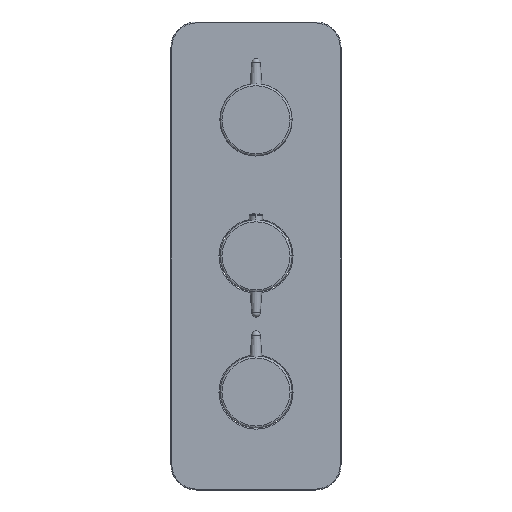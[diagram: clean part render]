
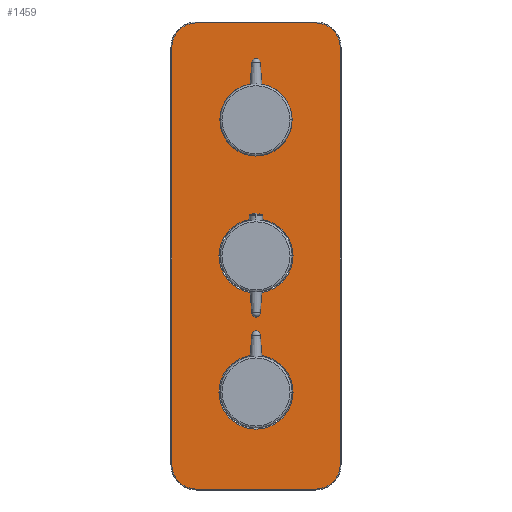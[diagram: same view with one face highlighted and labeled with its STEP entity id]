
A CAD part, top view. The second image highlights one B-rep face of the part: STEP entity #1459.
In plain terms, the highlighted face is planar.
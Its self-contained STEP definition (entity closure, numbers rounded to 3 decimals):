
#2 = EDGE_CURVE ( 'NONE', #1928, #1008, #58, .T. ) ;
#5 = CIRCLE ( 'NONE', #734, 14.5 ) ;
#7 = AXIS2_PLACEMENT_3D ( 'NONE', #624, #651, #460 ) ;
#23 = AXIS2_PLACEMENT_3D ( 'NONE', #1970, #1489, #404 ) ;
#58 = CIRCLE ( 'NONE', #203, 21.75 ) ;
#62 = CARTESIAN_POINT ( 'NONE',  ( -120., 10., 0. ) ) ;
#70 = AXIS2_PLACEMENT_3D ( 'NONE', #2083, #1396, #518 ) ;
#77 = LINE ( 'NONE', #604, #372 ) ;
#108 = CIRCLE ( 'NONE', #1440, 14.5 ) ;
#122 = EDGE_CURVE ( 'NONE', #246, #1345, #967, .T. ) ;
#131 = CARTESIAN_POINT ( 'NONE',  ( -162.5, 10., -35. ) ) ;
#147 = VECTOR ( 'NONE', #483, 1000. ) ;
#163 = CARTESIAN_POINT ( 'NONE',  ( -40., 10., 0. ) ) ;
#171 = CARTESIAN_POINT ( 'NONE',  ( -162.5, 10., -49.5 ) ) ;
#177 = CARTESIAN_POINT ( 'NONE',  ( 40., 10., -21.75 ) ) ;
#180 = ORIENTED_EDGE ( 'NONE', *, *, #1260, .T. ) ;
#182 = DIRECTION ( 'NONE',  ( -1., 0., 0. ) ) ;
#203 = AXIS2_PLACEMENT_3D ( 'NONE', #370, #1282, #1446 ) ;
#213 = ORIENTED_EDGE ( 'NONE', *, *, #122, .T. ) ;
#220 = ORIENTED_EDGE ( 'NONE', *, *, #1185, .T. ) ;
#231 = DIRECTION ( 'NONE',  ( 0., 0., -1. ) ) ;
#236 = EDGE_CURVE ( 'NONE', #1895, #1942, #819, .T. ) ;
#246 = VERTEX_POINT ( 'NONE', #1018 ) ;
#254 = AXIS2_PLACEMENT_3D ( 'NONE', #304, #1545, #977 ) ;
#269 = EDGE_CURVE ( 'NONE', #1636, #716, #2225, .T. ) ;
#271 = AXIS2_PLACEMENT_3D ( 'NONE', #588, #421, #231 ) ;
#304 = CARTESIAN_POINT ( 'NONE',  ( -40., 10., 0. ) ) ;
#309 = DIRECTION ( 'NONE',  ( 0., 0., -1. ) ) ;
#316 = AXIS2_PLACEMENT_3D ( 'NONE', #62, #1073, #1086 ) ;
#370 = CARTESIAN_POINT ( 'NONE',  ( 40., 10., 0. ) ) ;
#372 = VECTOR ( 'NONE', #953, 1000. ) ;
#404 = DIRECTION ( 'NONE',  ( 0., 0., -1. ) ) ;
#411 = DIRECTION ( 'NONE',  ( 1., 0., 0. ) ) ;
#421 = DIRECTION ( 'NONE',  ( 0., 1., 0. ) ) ;
#431 = EDGE_CURVE ( 'NONE', #2065, #686, #1231, .T. ) ;
#435 = AXIS2_PLACEMENT_3D ( 'NONE', #163, #858, #309 ) ;
#460 = DIRECTION ( 'NONE',  ( 0., 0., 1. ) ) ;
#483 = DIRECTION ( 'NONE',  ( 0., 0., 1. ) ) ;
#504 = VERTEX_POINT ( 'NONE', #1273 ) ;
#518 = DIRECTION ( 'NONE',  ( 0., 0., -1. ) ) ;
#529 = CARTESIAN_POINT ( 'NONE',  ( -40., 10., -21.75 ) ) ;
#540 = EDGE_CURVE ( 'NONE', #504, #1028, #1119, .T. ) ;
#588 = CARTESIAN_POINT ( 'NONE',  ( 82.5, 10., 35. ) ) ;
#604 = CARTESIAN_POINT ( 'NONE',  ( 97., 10., 35. ) ) ;
#614 = CARTESIAN_POINT ( 'NONE',  ( -162.5, 10., -49.5 ) ) ;
#624 = CARTESIAN_POINT ( 'NONE',  ( -120., 10., 0. ) ) ;
#636 = CARTESIAN_POINT ( 'NONE',  ( -177., 10., 35. ) ) ;
#647 = ORIENTED_EDGE ( 'NONE', *, *, #1919, .T. ) ;
#651 = DIRECTION ( 'NONE',  ( 0., 1., 0. ) ) ;
#686 = VERTEX_POINT ( 'NONE', #614 ) ;
#716 = VERTEX_POINT ( 'NONE', #1988 ) ;
#733 = LINE ( 'NONE', #1608, #985 ) ;
#734 = AXIS2_PLACEMENT_3D ( 'NONE', #131, #1152, #1855 ) ;
#819 = LINE ( 'NONE', #1709, #147 ) ;
#823 = CARTESIAN_POINT ( 'NONE',  ( 97., 10., 35. ) ) ;
#858 = DIRECTION ( 'NONE',  ( 0., -1., 0. ) ) ;
#867 = ORIENTED_EDGE ( 'NONE', *, *, #2046, .T. ) ;
#891 = ORIENTED_EDGE ( 'NONE', *, *, #269, .T. ) ;
#953 = DIRECTION ( 'NONE',  ( 0., 0., -1. ) ) ;
#961 = ORIENTED_EDGE ( 'NONE', *, *, #1650, .T. ) ;
#965 = EDGE_CURVE ( 'NONE', #1008, #1928, #2221, .T. ) ;
#967 = CIRCLE ( 'NONE', #271, 14.5 ) ;
#973 = FACE_BOUND ( 'NONE', #1439, .T. ) ;
#977 = DIRECTION ( 'NONE',  ( 0., 0., -1. ) ) ;
#985 = VECTOR ( 'NONE', #411, 1000. ) ;
#987 = CIRCLE ( 'NONE', #7, 21.25 ) ;
#1000 = CIRCLE ( 'NONE', #23, 14.5 ) ;
#1002 = EDGE_LOOP ( 'NONE', ( #1732, #1052 ) ) ;
#1007 = FACE_BOUND ( 'NONE', #1917, .T. ) ;
#1008 = VERTEX_POINT ( 'NONE', #177 ) ;
#1018 = CARTESIAN_POINT ( 'NONE',  ( 82.5, 10., 49.5 ) ) ;
#1028 = VERTEX_POINT ( 'NONE', #1937 ) ;
#1052 = ORIENTED_EDGE ( 'NONE', *, *, #2, .T. ) ;
#1073 = DIRECTION ( 'NONE',  ( 0., 1., 0. ) ) ;
#1086 = DIRECTION ( 'NONE',  ( 0., 0., 1. ) ) ;
#1113 = ORIENTED_EDGE ( 'NONE', *, *, #1824, .T. ) ;
#1119 = CIRCLE ( 'NONE', #316, 21.25 ) ;
#1152 = DIRECTION ( 'NONE',  ( 0., 1., 0. ) ) ;
#1185 = EDGE_CURVE ( 'NONE', #1942, #1809, #1000, .T. ) ;
#1197 = DIRECTION ( 'NONE',  ( 0., 1., 0. ) ) ;
#1218 = ORIENTED_EDGE ( 'NONE', *, *, #236, .T. ) ;
#1228 = ORIENTED_EDGE ( 'NONE', *, *, #540, .F. ) ;
#1231 = LINE ( 'NONE', #171, #1856 ) ;
#1260 = EDGE_CURVE ( 'NONE', #1345, #1419, #77, .T. ) ;
#1273 = CARTESIAN_POINT ( 'NONE',  ( -120., 10., 21.25 ) ) ;
#1282 = DIRECTION ( 'NONE',  ( 0., -1., 0. ) ) ;
#1287 = EDGE_CURVE ( 'NONE', #1028, #504, #987, .T. ) ;
#1345 = VERTEX_POINT ( 'NONE', #823 ) ;
#1352 = CARTESIAN_POINT ( 'NONE',  ( -177., 10., -35. ) ) ;
#1361 = DIRECTION ( 'NONE',  ( 0., 0., -1. ) ) ;
#1373 = CARTESIAN_POINT ( 'NONE',  ( 97., 10., -35. ) ) ;
#1389 = CARTESIAN_POINT ( 'NONE',  ( 82.5, 10., -49.5 ) ) ;
#1396 = DIRECTION ( 'NONE',  ( 0., -1., 0. ) ) ;
#1419 = VERTEX_POINT ( 'NONE', #1373 ) ;
#1439 = EDGE_LOOP ( 'NONE', ( #891, #867 ) ) ;
#1440 = AXIS2_PLACEMENT_3D ( 'NONE', #2052, #1197, #1884 ) ;
#1446 = DIRECTION ( 'NONE',  ( 0., 0., -1. ) ) ;
#1459 = ADVANCED_FACE ( 'NONE', ( #1007, #1875, #2027, #973 ), #1863, .F. ) ;
#1489 = DIRECTION ( 'NONE',  ( 0., 1., 0. ) ) ;
#1520 = CARTESIAN_POINT ( 'NONE',  ( 40., 10., 21.75 ) ) ;
#1523 = CARTESIAN_POINT ( 'NONE',  ( -162.5, 10., 49.5 ) ) ;
#1545 = DIRECTION ( 'NONE',  ( 0., -1., 0. ) ) ;
#1583 = ORIENTED_EDGE ( 'NONE', *, *, #1287, .F. ) ;
#1608 = CARTESIAN_POINT ( 'NONE',  ( -162.5, 10., 49.5 ) ) ;
#1636 = VERTEX_POINT ( 'NONE', #529 ) ;
#1650 = EDGE_CURVE ( 'NONE', #1809, #246, #733, .T. ) ;
#1677 = CARTESIAN_POINT ( 'NONE',  ( -162.5, 10., 35. ) ) ;
#1709 = CARTESIAN_POINT ( 'NONE',  ( -177., 10., 35. ) ) ;
#1732 = ORIENTED_EDGE ( 'NONE', *, *, #965, .T. ) ;
#1754 = EDGE_LOOP ( 'NONE', ( #647, #1218, #220, #961, #213, #180, #1113, #2002 ) ) ;
#1809 = VERTEX_POINT ( 'NONE', #1523 ) ;
#1824 = EDGE_CURVE ( 'NONE', #1419, #2065, #108, .T. ) ;
#1855 = DIRECTION ( 'NONE',  ( 0., 0., -1. ) ) ;
#1856 = VECTOR ( 'NONE', #182, 1000. ) ;
#1863 = PLANE ( 'NONE',  #1941 ) ;
#1875 = FACE_OUTER_BOUND ( 'NONE', #1754, .T. ) ;
#1884 = DIRECTION ( 'NONE',  ( 0., 0., -1. ) ) ;
#1895 = VERTEX_POINT ( 'NONE', #1352 ) ;
#1917 = EDGE_LOOP ( 'NONE', ( #1228, #1583 ) ) ;
#1919 = EDGE_CURVE ( 'NONE', #686, #1895, #5, .T. ) ;
#1928 = VERTEX_POINT ( 'NONE', #1520 ) ;
#1937 = CARTESIAN_POINT ( 'NONE',  ( -120., 10., -21.25 ) ) ;
#1938 = CIRCLE ( 'NONE', #254, 21.75 ) ;
#1941 = AXIS2_PLACEMENT_3D ( 'NONE', #1677, #2220, #1361 ) ;
#1942 = VERTEX_POINT ( 'NONE', #636 ) ;
#1970 = CARTESIAN_POINT ( 'NONE',  ( -162.5, 10., 35. ) ) ;
#1988 = CARTESIAN_POINT ( 'NONE',  ( -40., 10., 21.75 ) ) ;
#2002 = ORIENTED_EDGE ( 'NONE', *, *, #431, .T. ) ;
#2027 = FACE_BOUND ( 'NONE', #1002, .T. ) ;
#2046 = EDGE_CURVE ( 'NONE', #716, #1636, #1938, .T. ) ;
#2052 = CARTESIAN_POINT ( 'NONE',  ( 82.5, 10., -35. ) ) ;
#2065 = VERTEX_POINT ( 'NONE', #1389 ) ;
#2083 = CARTESIAN_POINT ( 'NONE',  ( 40., 10., 0. ) ) ;
#2220 = DIRECTION ( 'NONE',  ( 0., -1., 0. ) ) ;
#2221 = CIRCLE ( 'NONE', #70, 21.75 ) ;
#2225 = CIRCLE ( 'NONE', #435, 21.75 ) ;
